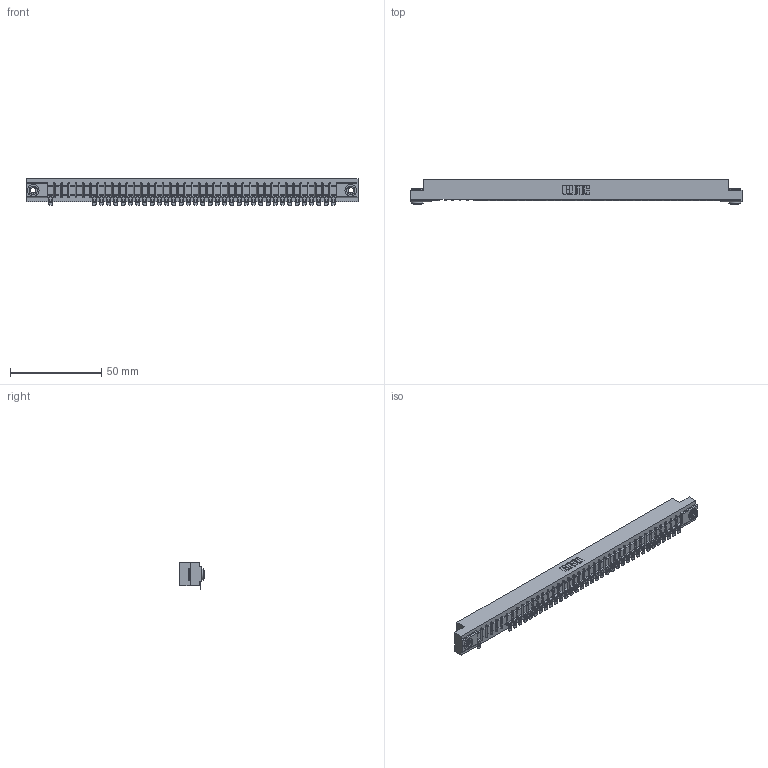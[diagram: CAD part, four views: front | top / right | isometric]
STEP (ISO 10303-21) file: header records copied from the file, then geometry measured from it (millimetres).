
FILE_DESCRIPTION (( 'STEP AP203' ), '1' );
FILE_NAME ('357-040-554-103.STEP', '2018-08-11T05:32:04', ( '' ), ( '' ), 'SwSTEP 2.0', 'SolidWorks 2016', '' );
FILE_SCHEMA (( 'CONFIG_CONTROL_DESIGN' ));
Length unit declared in the file: inch
Products named in the file (4): 357-040-554-103; 307 Part_.156 Dia Mounting Holes; 307-290-002_554; 345-250-002_345-250-002-102
Assembly tree (38 placements, depth 2):
  357-040-554-103
    307 Part_.156 Dia Mounting Holes
    307-290-002_554  x35
    345-250-002_345-250-002-102  x2
Bounding box: 181.51 x 13.36 x 14.52 mm (x, y, z)
Volume: 19278 mm3; surface area: 23652.8 mm2
Topology: 38 solids, 38 shells, 3146 faces, 9610 edges, 6292 vertices
Faces by surface type: plane 1764, cylinder 1292, sphere 82, cone 8
Entity records: 36408 total; most frequent: CARTESIAN_POINT 6142, ORIENTED_EDGE 6128, DIRECTION 5984, EDGE_CURVE 3064, VECTOR 2332, LINE 2332, VERTEX_POINT 1984, AXIS2_PLACEMENT_3D 1826
